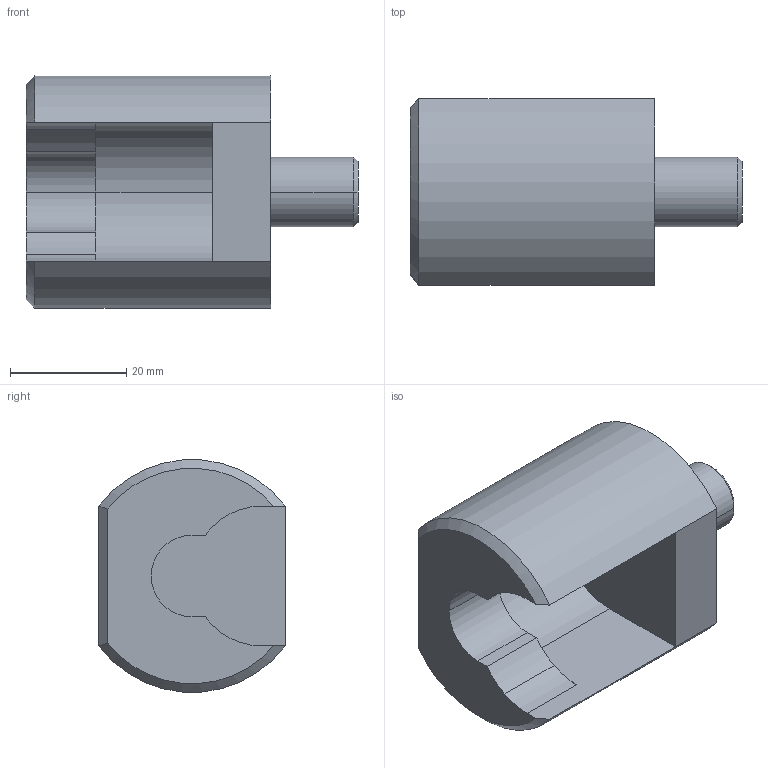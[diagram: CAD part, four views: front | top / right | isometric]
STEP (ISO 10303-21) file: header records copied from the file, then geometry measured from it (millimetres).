
FILE_DESCRIPTION((''),'2;1');
FILE_NAME('EHM151B.stp','2005-06-22T10:42:38',(''),(''),'Mechanical Desktop 2005','Mechanical Desktop 2005',', , ');
FILE_SCHEMA(('CONFIG_CONTROL_DESIGN'));
Length unit declared in the file: millimetre
Products named in the file (1): Product
Bounding box: 57 x 32 x 39.86 mm (x, y, z)
Volume: 31748.4 mm3; surface area: 9553 mm2
Topology: 1 solids, 3 shells, 56 faces, 141 edges, 92 vertices
Faces by surface type: plane 39, cylinder 12, cone 4, bspline 1
Entity records: 1754 total; most frequent: CARTESIAN_POINT 301, ORIENTED_EDGE 282, DIRECTION 277, EDGE_CURVE 141, VECTOR 109, LINE 109, VERTEX_POINT 92, AXIS2_PLACEMENT_3D 84
